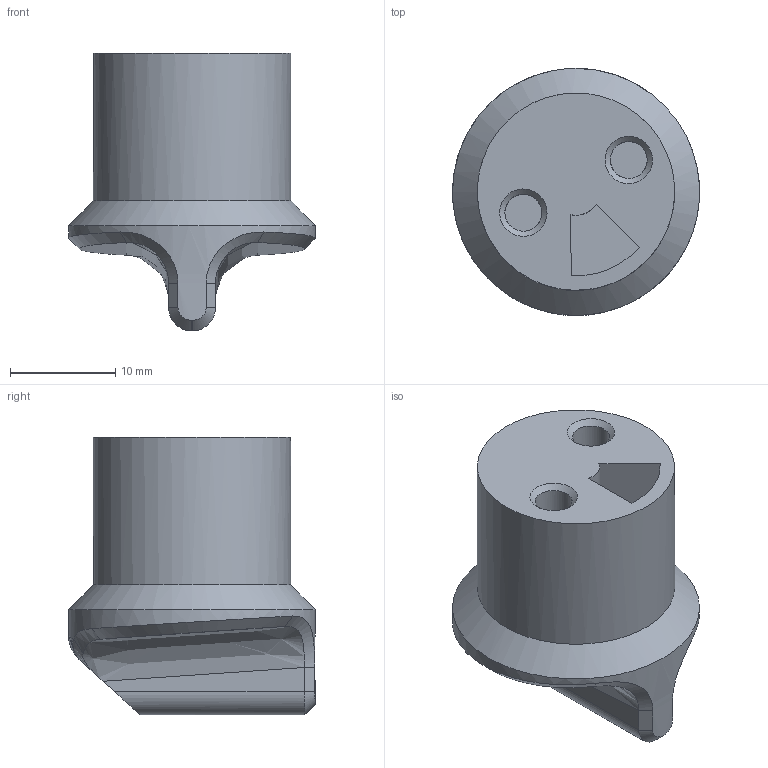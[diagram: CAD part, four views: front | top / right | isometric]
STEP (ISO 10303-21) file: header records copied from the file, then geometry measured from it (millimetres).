
FILE_DESCRIPTION(/* description */ (''),/* implementation_level */ '2;1');
FILE_NAME(/* name */ 'MP-05 switch_bottom',/* time_stamp */ '2025-01-16T13:39:35-08:00',/* author */ (''),/* organization */ (''),/* preprocessor_version */ 'ST-DEVELOPER v16.5',/* originating_system */ 'Rhino 7.37',/* authorisation */ '');
FILE_SCHEMA (('CONFIG_CONTROL_DESIGN'));
Length unit declared in the file: millimetre
Products named in the file (1): Document
Bounding box: 23.43 x 23.44 x 26.36 mm (x, y, z)
Volume: 6051.3 mm3; surface area: 2449.4 mm2
Topology: 1 solids, 1 shells, 40 faces, 90 edges, 55 vertices
Faces by surface type: bspline 22, plane 12, cylinder 6
Full cylindrical faces by diameter (mm): 3.5 x2, 18.72 x1, 23.441 x1
Entity records: 1728 total; most frequent: CARTESIAN_POINT 1064, ORIENTED_EDGE 180, EDGE_CURVE 90, VERTEX_POINT 55, B_SPLINE_CURVE_WITH_KNOTS 53, EDGE_LOOP 43, ADVANCED_FACE 40, FACE_OUTER_BOUND 40
